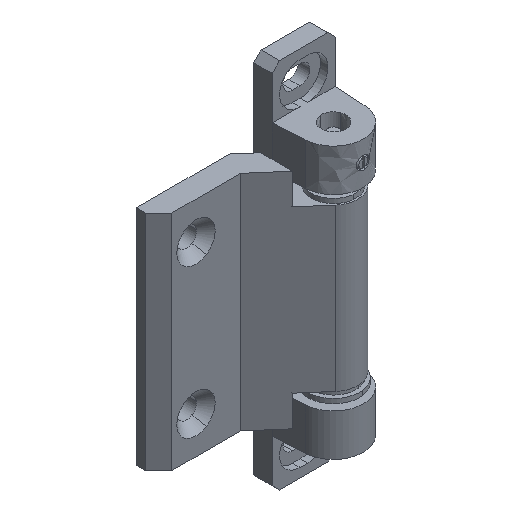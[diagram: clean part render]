
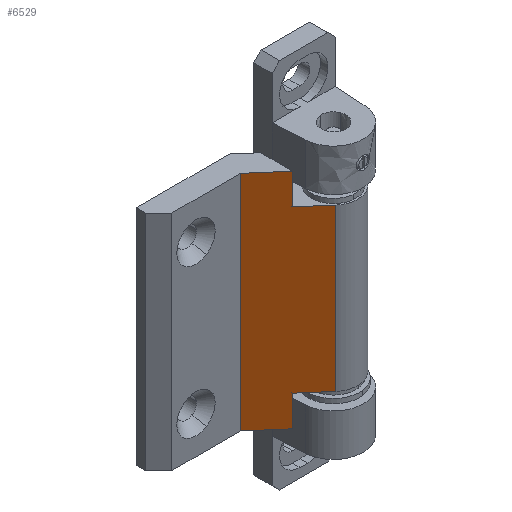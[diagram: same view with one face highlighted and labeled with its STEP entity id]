
A CAD part, isometric view. The second image highlights one B-rep face of the part: STEP entity #6529.
In plain terms, the highlighted free-form (B-spline) face has degree [1, 1] with [2, 2] control points.
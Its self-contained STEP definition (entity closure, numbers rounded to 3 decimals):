
#6155=CARTESIAN_POINT('',(-10.5,0.499,20.));
#6156=VERTEX_POINT('',#6155);
#6157=CARTESIAN_POINT('',(-18.,7.,20.));
#6158=VERTEX_POINT('',#6157);
#6159=CARTESIAN_POINT('',(-10.5,0.499,20.));
#6160=CARTESIAN_POINT('',(-18.,7.,20.));
#6161=QUASI_UNIFORM_CURVE('',1,(#6159,#6160),.UNSPECIFIED.,.F.,.U.);
#6162=EDGE_CURVE('',#6156,#6158,#6161,.T.);
#6212=CARTESIAN_POINT('',(-10.5,0.499,80.));
#6213=VERTEX_POINT('',#6212);
#6214=CARTESIAN_POINT('',(-18.,7.,80.));
#6215=VERTEX_POINT('',#6214);
#6216=CARTESIAN_POINT('',(-10.5,0.499,80.));
#6217=CARTESIAN_POINT('',(-18.,7.,80.));
#6218=QUASI_UNIFORM_CURVE('',1,(#6216,#6217),.UNSPECIFIED.,.F.,.U.);
#6219=EDGE_CURVE('',#6213,#6215,#6218,.T.);
#6269=CARTESIAN_POINT('',(-10.5,0.499,71.7));
#6270=VERTEX_POINT('',#6269);
#6271=CARTESIAN_POINT('',(-10.5,0.499,80.));
#6272=CARTESIAN_POINT('',(-10.5,0.499,71.7));
#6273=QUASI_UNIFORM_CURVE('',1,(#6271,#6272),.UNSPECIFIED.,.F.,.U.);
#6274=EDGE_CURVE('',#6213,#6270,#6273,.T.);
#6334=CARTESIAN_POINT('',(-18.,7.,80.));
#6335=CARTESIAN_POINT('',(-18.,7.,20.));
#6336=QUASI_UNIFORM_CURVE('',1,(#6334,#6335),.UNSPECIFIED.,.F.,.U.);
#6337=EDGE_CURVE('',#6215,#6158,#6336,.T.);
#6361=CARTESIAN_POINT('',(-10.5,0.499,28.3));
#6362=VERTEX_POINT('',#6361);
#6370=CARTESIAN_POINT('',(-10.5,0.499,28.3));
#6371=CARTESIAN_POINT('',(-10.5,0.499,20.));
#6372=QUASI_UNIFORM_CURVE('',1,(#6370,#6371),.UNSPECIFIED.,.F.,.U.);
#6373=EDGE_CURVE('',#6362,#6156,#6372,.T.);
#6391=CARTESIAN_POINT('',(-4.257,-4.912,28.3));
#6392=VERTEX_POINT('',#6391);
#6410=CARTESIAN_POINT('',(-4.257,-4.912,28.3));
#6411=CARTESIAN_POINT('',(-10.5,0.499,28.3));
#6412=QUASI_UNIFORM_CURVE('',1,(#6410,#6411),.UNSPECIFIED.,.F.,.U.);
#6413=EDGE_CURVE('',#6392,#6362,#6412,.T.);
#6444=CARTESIAN_POINT('',(-4.257,-4.912,71.7));
#6445=VERTEX_POINT('',#6444);
#6476=CARTESIAN_POINT('',(-4.257,-4.912,71.7));
#6477=CARTESIAN_POINT('',(-10.5,0.499,71.7));
#6478=QUASI_UNIFORM_CURVE('',1,(#6476,#6477),.UNSPECIFIED.,.F.,.U.);
#6479=EDGE_CURVE('',#6445,#6270,#6478,.T.);
#6510=CARTESIAN_POINT('',(-18.686,7.595,17.003));
#6511=CARTESIAN_POINT('',(-3.571,-5.507,17.003));
#6512=CARTESIAN_POINT('',(-18.686,7.595,82.997));
#6513=CARTESIAN_POINT('',(-3.571,-5.507,82.997));
#6514=B_SPLINE_SURFACE_WITH_KNOTS('',1,1,((#6510,#6512),(#6511,#6513)),.UNSPECIFIED.,.F.,.F.,.U.,(2,2),(2,2),(0.0,20.003),(0.0,65.994),.UNSPECIFIED.);
#6515=ORIENTED_EDGE('',*,*,#6413,.F.);
#6516=CARTESIAN_POINT('',(-4.257,-4.912,71.7));
#6517=CARTESIAN_POINT('',(-4.257,-4.912,28.3));
#6518=QUASI_UNIFORM_CURVE('',1,(#6516,#6517),.UNSPECIFIED.,.F.,.U.);
#6519=EDGE_CURVE('',#6445,#6392,#6518,.T.);
#6520=ORIENTED_EDGE('',*,*,#6519,.F.);
#6521=ORIENTED_EDGE('',*,*,#6479,.T.);
#6522=ORIENTED_EDGE('',*,*,#6274,.F.);
#6523=ORIENTED_EDGE('',*,*,#6219,.T.);
#6524=ORIENTED_EDGE('',*,*,#6337,.T.);
#6525=ORIENTED_EDGE('',*,*,#6162,.F.);
#6526=ORIENTED_EDGE('',*,*,#6373,.F.);
#6527=EDGE_LOOP('',(#6515,#6520,#6521,#6522,#6523,#6524,#6525,#6526));
#6528=FACE_OUTER_BOUND('',#6527,.T.);
#6529=ADVANCED_FACE('',(#6528),#6514,.T.);
